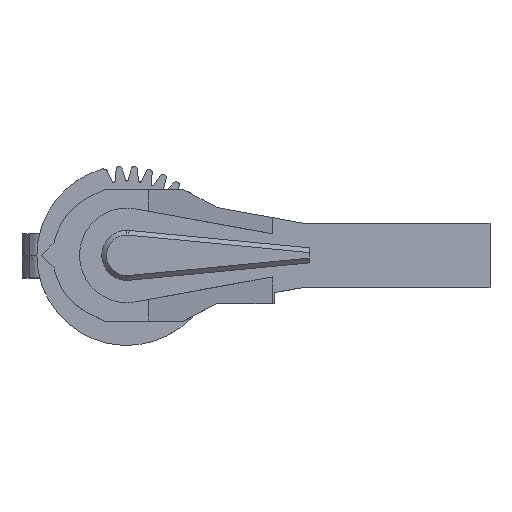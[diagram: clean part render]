
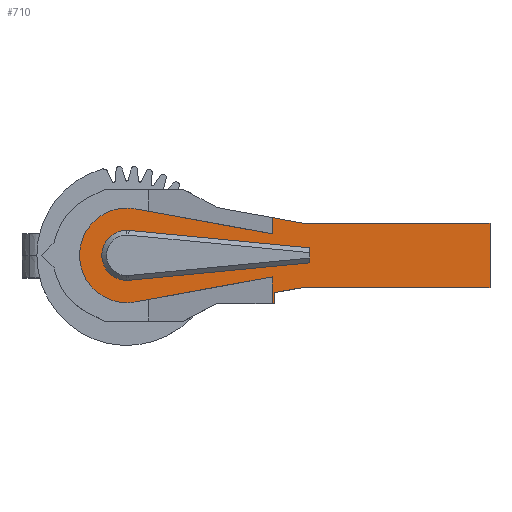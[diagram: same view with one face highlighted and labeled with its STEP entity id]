
A CAD part, top view. The second image highlights one B-rep face of the part: STEP entity #710.
In plain terms, the highlighted planar face has unit normal (0, 0, 1).
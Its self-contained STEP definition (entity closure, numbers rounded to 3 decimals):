
#710=ADVANCED_FACE('',(#1999,#2000),#2001,.T.);
#1999=FACE_OUTER_BOUND('',#3914,.T.);
#2000=FACE_BOUND('',#3915,.T.);
#2001=PLANE('',#3916);
#3914=EDGE_LOOP('',(#6181,#6182,#6183,#6184,#6185,#6186,#6187,#6188,#6189,#6190,#6191,#6192,#6193,#6194));
#3915=EDGE_LOOP('',(#6195,#6196,#6197,#6198,#6199,#6200));
#3916=AXIS2_PLACEMENT_3D('',#6201,#6202,#6203);
#6181=ORIENTED_EDGE('',*,*,#11983,.T.);
#6182=ORIENTED_EDGE('',*,*,#11984,.T.);
#6183=ORIENTED_EDGE('',*,*,#11985,.T.);
#6184=ORIENTED_EDGE('',*,*,#11986,.T.);
#6185=ORIENTED_EDGE('',*,*,#11987,.T.);
#6186=ORIENTED_EDGE('',*,*,#11988,.T.);
#6187=ORIENTED_EDGE('',*,*,#11989,.T.);
#6188=ORIENTED_EDGE('',*,*,#11990,.T.);
#6189=ORIENTED_EDGE('',*,*,#11991,.T.);
#6190=ORIENTED_EDGE('',*,*,#11955,.T.);
#6191=ORIENTED_EDGE('',*,*,#11951,.T.);
#6192=ORIENTED_EDGE('',*,*,#11992,.T.);
#6193=ORIENTED_EDGE('',*,*,#11993,.T.);
#6194=ORIENTED_EDGE('',*,*,#11994,.T.);
#6195=ORIENTED_EDGE('',*,*,#11995,.F.);
#6196=ORIENTED_EDGE('',*,*,#11996,.T.);
#6197=ORIENTED_EDGE('',*,*,#11997,.F.);
#6198=ORIENTED_EDGE('',*,*,#11998,.T.);
#6199=ORIENTED_EDGE('',*,*,#11940,.F.);
#6200=ORIENTED_EDGE('',*,*,#11945,.F.);
#6201=CARTESIAN_POINT('',(0.0,0.0,182.5));
#6202=DIRECTION('',(0.0,0.0,1.0));
#6203=DIRECTION('',(0.0,-1.0,0.0));
#11940=EDGE_CURVE('',#14242,#14244,#14245,.T.);
#11945=EDGE_CURVE('',#14250,#14242,#14253,.T.);
#11951=EDGE_CURVE('',#14256,#14261,#14263,.T.);
#11955=EDGE_CURVE('',#14266,#14256,#14269,.T.);
#11983=EDGE_CURVE('',#14317,#14318,#14319,.T.);
#11984=EDGE_CURVE('',#14318,#14320,#14321,.T.);
#11985=EDGE_CURVE('',#14320,#14322,#14323,.T.);
#11986=EDGE_CURVE('',#14322,#14324,#14325,.T.);
#11987=EDGE_CURVE('',#14324,#14326,#14327,.T.);
#11988=EDGE_CURVE('',#14326,#14328,#14329,.T.);
#11989=EDGE_CURVE('',#14328,#14330,#14331,.T.);
#11990=EDGE_CURVE('',#14330,#14332,#14333,.T.);
#11991=EDGE_CURVE('',#14332,#14266,#14334,.T.);
#11992=EDGE_CURVE('',#14261,#14335,#14336,.T.);
#11993=EDGE_CURVE('',#14335,#14337,#14338,.T.);
#11994=EDGE_CURVE('',#14337,#14317,#14339,.T.);
#11995=EDGE_CURVE('',#14340,#14250,#14341,.T.);
#11996=EDGE_CURVE('',#14340,#14342,#14343,.T.);
#11997=EDGE_CURVE('',#14344,#14342,#14345,.T.);
#11998=EDGE_CURVE('',#14344,#14244,#14346,.T.);
#14242=VERTEX_POINT('',#17634);
#14244=VERTEX_POINT('',#17637);
#14245=CIRCLE('',#17638,15.85);
#14250=VERTEX_POINT('',#17644);
#14253=CIRCLE('',#17648,15.85);
#14256=VERTEX_POINT('',#17651);
#14261=VERTEX_POINT('',#17657);
#14263=CIRCLE('',#17660,29.964);
#14266=VERTEX_POINT('',#17663);
#14269=CIRCLE('',#17667,29.964);
#14317=VERTEX_POINT('',#17737);
#14318=VERTEX_POINT('',#17738);
#14319=LINE('',#17739,#17740);
#14320=VERTEX_POINT('',#17741);
#14321=LINE('',#17742,#17743);
#14322=VERTEX_POINT('',#17744);
#14323=LINE('',#17745,#17746);
#14324=VERTEX_POINT('',#17747);
#14325=LINE('',#17748,#17749);
#14326=VERTEX_POINT('',#17750);
#14327=LINE('',#17751,#17752);
#14328=VERTEX_POINT('',#17753);
#14329=LINE('',#17754,#17755);
#14330=VERTEX_POINT('',#17756);
#14331=LINE('',#17757,#17758);
#14332=VERTEX_POINT('',#17759);
#14333=LINE('',#17760,#17761);
#14334=CIRCLE('',#17762,29.964);
#14335=VERTEX_POINT('',#17763);
#14336=LINE('',#17764,#17765);
#14337=VERTEX_POINT('',#17766);
#14338=LINE('',#17767,#17768);
#14339=LINE('',#17769,#17770);
#14340=VERTEX_POINT('',#17771);
#14341=CIRCLE('',#17772,15.85);
#14342=VERTEX_POINT('',#17773);
#14343=LINE('',#17774,#17775);
#14344=VERTEX_POINT('',#17776);
#14345=LINE('',#17777,#17778);
#14346=LINE('',#17779,#17780);
#17634=CARTESIAN_POINT('',(0.,-15.85,182.5));
#17637=CARTESIAN_POINT('',(1.521,-15.777,182.5));
#17638=AXIS2_PLACEMENT_3D('',#22471,#22472,#22473);
#17644=CARTESIAN_POINT('',(0.,15.85,182.5));
#17648=AXIS2_PLACEMENT_3D('',#22479,#22480,#22481);
#17651=CARTESIAN_POINT('',(0.,-29.964,182.5));
#17657=CARTESIAN_POINT('',(5.389,-29.475,182.5));
#17660=AXIS2_PLACEMENT_3D('',#22490,#22491,#22492);
#17663=CARTESIAN_POINT('',(0.,29.964,182.5));
#17667=AXIS2_PLACEMENT_3D('',#22497,#22498,#22499);
#17737=CARTESIAN_POINT('',(93.524,-30.5,182.5));
#17738=CARTESIAN_POINT('',(93.524,-23.655,182.5));
#17739=CARTESIAN_POINT('',(93.524,-30.5,182.5));
#17740=VECTOR('',#22522,6.845);
#17741=CARTESIAN_POINT('',(111.012,-20.457,182.5));
#17742=CARTESIAN_POINT('',(93.524,-23.655,182.5));
#17743=VECTOR('',#22523,17.778);
#17744=CARTESIAN_POINT('',(230.1,-20.457,182.5));
#17745=CARTESIAN_POINT('',(111.012,-20.457,182.5));
#17746=VECTOR('',#22524,119.088);
#17747=CARTESIAN_POINT('',(230.1,20.457,182.5));
#17748=CARTESIAN_POINT('',(230.1,-20.457,182.5));
#17749=VECTOR('',#22525,40.915);
#17750=CARTESIAN_POINT('',(111.012,20.457,182.5));
#17751=CARTESIAN_POINT('',(230.1,20.457,182.5));
#17752=VECTOR('',#22526,119.088);
#17753=CARTESIAN_POINT('',(92.062,23.922,182.5));
#17754=CARTESIAN_POINT('',(111.012,20.457,182.5));
#17755=VECTOR('',#22527,19.265);
#17756=CARTESIAN_POINT('',(92.062,13.629,182.5));
#17757=CARTESIAN_POINT('',(92.062,23.922,182.5));
#17758=VECTOR('',#22528,10.294);
#17759=CARTESIAN_POINT('',(5.389,29.475,182.5));
#17760=CARTESIAN_POINT('',(92.062,13.629,182.5));
#17761=VECTOR('',#22529,88.109);
#17762=AXIS2_PLACEMENT_3D('',#22530,#22531,#22532);
#17763=CARTESIAN_POINT('',(92.062,-13.629,182.5));
#17764=CARTESIAN_POINT('',(5.389,-29.475,182.5));
#17765=VECTOR('',#22533,88.109);
#17766=CARTESIAN_POINT('',(92.062,-30.5,182.5));
#17767=CARTESIAN_POINT('',(92.062,-13.629,182.5));
#17768=VECTOR('',#22534,16.871);
#17769=CARTESIAN_POINT('',(92.062,-30.5,182.5));
#17770=VECTOR('',#22535,1.462);
#17771=CARTESIAN_POINT('',(1.521,15.777,182.5));
#17772=AXIS2_PLACEMENT_3D('',#22536,#22537,#22538);
#17773=CARTESIAN_POINT('',(115.9,4.75,182.5));
#17774=CARTESIAN_POINT('',(1.521,15.777,182.5));
#17775=VECTOR('',#22539,114.909);
#17776=CARTESIAN_POINT('',(115.9,-4.75,182.5));
#17777=CARTESIAN_POINT('',(115.9,-2.375,182.5));
#17778=VECTOR('',#22540,1.0);
#17779=CARTESIAN_POINT('',(115.9,-4.75,182.5));
#17780=VECTOR('',#22541,114.909);
#22471=CARTESIAN_POINT('',(0.0,0.0,182.5));
#22472=DIRECTION('',(0.0,0.0,1.0));
#22473=DIRECTION('',(0.,-1.0,0.0));
#22479=CARTESIAN_POINT('',(0.0,0.0,182.5));
#22480=DIRECTION('',(0.0,0.0,1.0));
#22481=DIRECTION('',(0.,-1.0,0.0));
#22490=CARTESIAN_POINT('',(0.0,0.0,182.5));
#22491=DIRECTION('',(0.0,0.0,1.0));
#22492=DIRECTION('',(0.,-1.0,0.0));
#22497=CARTESIAN_POINT('',(0.0,0.0,182.5));
#22498=DIRECTION('',(0.0,-0.0,1.0));
#22499=DIRECTION('',(0.,1.0,0.0));
#22522=DIRECTION('',(0.0,1.0,0.0));
#22523=DIRECTION('',(0.984,0.18,0.0));
#22524=DIRECTION('',(1.0,0.0,0.0));
#22525=DIRECTION('',(0.0,1.0,0.0));
#22526=DIRECTION('',(-1.0,0.,0.0));
#22527=DIRECTION('',(-0.984,0.18,0.0));
#22528=DIRECTION('',(0.,-1.0,0.0));
#22529=DIRECTION('',(-0.984,0.18,0.0));
#22530=CARTESIAN_POINT('',(0.0,0.0,182.5));
#22531=DIRECTION('',(0.0,-0.0,1.0));
#22532=DIRECTION('',(0.18,0.984,0.0));
#22533=DIRECTION('',(0.984,0.18,0.0));
#22534=DIRECTION('',(0.,-1.0,0.0));
#22535=DIRECTION('',(1.0,0.0,0.0));
#22536=CARTESIAN_POINT('',(0.0,0.0,182.5));
#22537=DIRECTION('',(0.0,0.0,1.0));
#22538=DIRECTION('',(0.,-1.0,0.0));
#22539=DIRECTION('',(0.995,-0.096,0.0));
#22540=DIRECTION('',(0.0,1.0,0.0));
#22541=DIRECTION('',(-0.995,-0.096,0.0));
